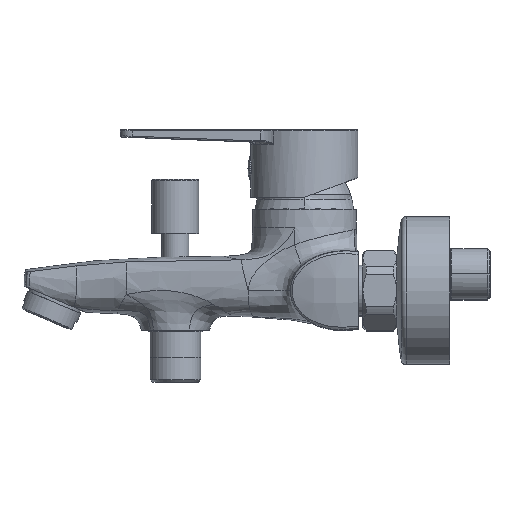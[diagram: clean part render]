
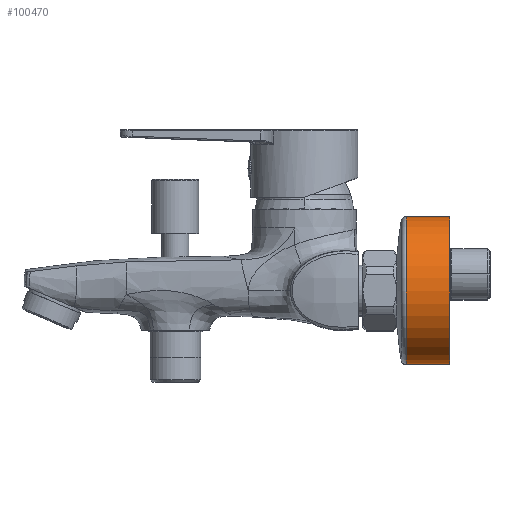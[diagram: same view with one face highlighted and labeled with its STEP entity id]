
A CAD part, top view. The second image highlights one B-rep face of the part: STEP entity #100470.
In plain terms, the highlighted cylindrical face has radius 30 mm (diameter 60 mm), a partial arc.
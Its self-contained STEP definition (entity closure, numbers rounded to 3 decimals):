
#100027=DIRECTION('',(0.,1.,0.));
#100028=VECTOR('',#100027,17.804);
#100029=CARTESIAN_POINT('',(30.,0.,0.));
#100030=LINE('',#100029,#100028);
#100031=DIRECTION('',(0.,1.,0.));
#100032=VECTOR('',#100031,17.804);
#100033=CARTESIAN_POINT('',(-30.,0.,0.));
#100034=LINE('',#100033,#100032);
#100040=CARTESIAN_POINT('',(0.,0.,0.));
#100041=DIRECTION('',(0.,-1.,0.));
#100042=DIRECTION('',(1.,0.,0.));
#100043=AXIS2_PLACEMENT_3D('',#100040,#100041,#100042);
#100050=CARTESIAN_POINT('',(0.,17.804,0.));
#100051=DIRECTION('',(0.,1.,0.));
#100052=DIRECTION('',(-1.,0.,0.));
#100053=AXIS2_PLACEMENT_3D('',#100050,#100051,#100052);
#100103=CARTESIAN_POINT('',(30.,0.,0.));
#100104=CARTESIAN_POINT('',(-30.,0.,0.));
#100105=VERTEX_POINT('',#100103);
#100106=VERTEX_POINT('',#100104);
#100111=CARTESIAN_POINT('',(-30.,17.804,0.));
#100112=CARTESIAN_POINT('',(30.,17.804,0.));
#100113=VERTEX_POINT('',#100111);
#100114=VERTEX_POINT('',#100112);
#100458=CARTESIAN_POINT('',(0.,22.575,0.));
#100459=DIRECTION('',(0.,-1.,0.));
#100460=DIRECTION('',(-1.,0.,0.));
#100461=AXIS2_PLACEMENT_3D('',#100458,#100459,#100460);
#100462=CYLINDRICAL_SURFACE('',#100461,30.);
#100464=ORIENTED_EDGE('',*,*,#100463,.T.);
#100465=ORIENTED_EDGE('',*,*,#100448,.F.);
#100466=ORIENTED_EDGE('',*,*,#100433,.T.);
#100467=ORIENTED_EDGE('',*,*,#100452,.T.);
#100468=EDGE_LOOP('',(#100464,#100465,#100466,#100467));
#100469=FACE_OUTER_BOUND('',#100468,.F.);
#100470=ADVANCED_FACE('',(#100469),#100462,.T.);
#100044=CIRCLE('',#100043,30.);
#100054=CIRCLE('',#100053,30.);
#100433=EDGE_CURVE('',#100105,#100106,#100044,.T.);
#100448=EDGE_CURVE('',#100105,#100114,#100030,.T.);
#100452=EDGE_CURVE('',#100106,#100113,#100034,.T.);
#100463=EDGE_CURVE('',#100113,#100114,#100054,.T.);
